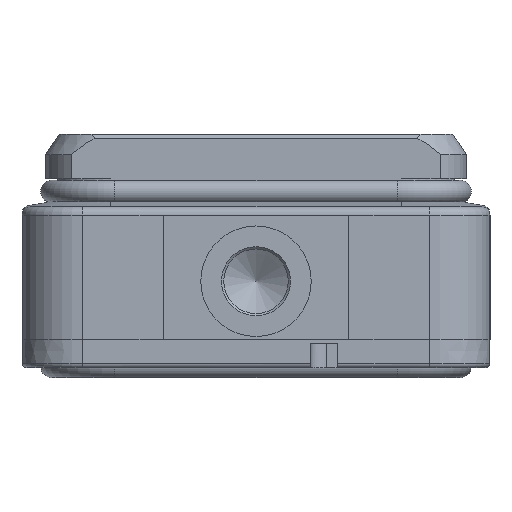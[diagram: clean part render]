
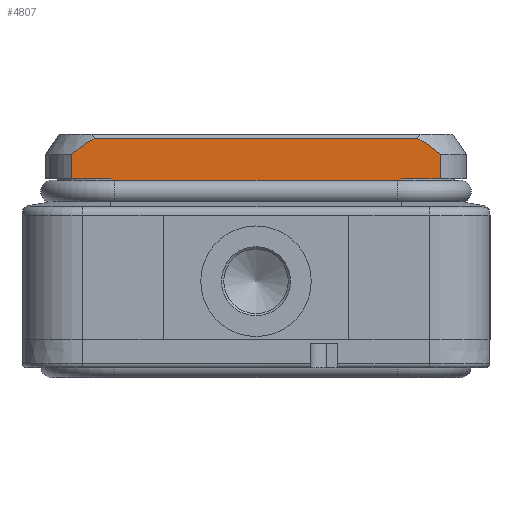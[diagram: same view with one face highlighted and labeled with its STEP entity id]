
A CAD part, left-side view. The second image highlights one B-rep face of the part: STEP entity #4807.
In plain terms, the highlighted planar face has unit normal (-1, 0, 0).
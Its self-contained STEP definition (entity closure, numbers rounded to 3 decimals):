
#4146=FACE_OUTER_BOUND('',#5990,.T.);
#4749=B_SPLINE_CURVE_WITH_KNOTS('',3,(#20651,#20652,#20653,#20654,#20655),
 .UNSPECIFIED.,.F.,.F.,(4,1,4),(0.,0.5,1.),.UNSPECIFIED.);
#4750=B_SPLINE_CURVE_WITH_KNOTS('',3,(#20659,#20660,#20661,#20662,#20663),
 .UNSPECIFIED.,.F.,.F.,(4,1,4),(0.,0.5,1.),.UNSPECIFIED.);
#4751=B_SPLINE_CURVE_WITH_KNOTS('',3,(#20671,#20672,#20673,#20674),
 .UNSPECIFIED.,.F.,.F.,(4,4),(0.,1.),.UNSPECIFIED.);
#4752=B_SPLINE_CURVE_WITH_KNOTS('',3,(#20678,#20679,#20680,#20681),
 .UNSPECIFIED.,.F.,.F.,(4,4),(0.,1.),.UNSPECIFIED.);
#4807=ADVANCED_FACE('',(#4146),#5452,.T.);
#5452=PLANE('',#16348);
#5990=EDGE_LOOP('',(#6843,#6844,#6845,#6846,#6847,#6848,#6849,#6850,#6851,
#6852,#6853,#6854));
#6843=ORIENTED_EDGE('',*,*,#11253,.T.);
#6844=ORIENTED_EDGE('',*,*,#11254,.T.);
#6845=ORIENTED_EDGE('',*,*,#11255,.F.);
#6846=ORIENTED_EDGE('',*,*,#11256,.F.);
#6847=ORIENTED_EDGE('',*,*,#11257,.F.);
#6848=ORIENTED_EDGE('',*,*,#11258,.F.);
#6849=ORIENTED_EDGE('',*,*,#11259,.T.);
#6850=ORIENTED_EDGE('',*,*,#11260,.T.);
#6851=ORIENTED_EDGE('',*,*,#11261,.T.);
#6852=ORIENTED_EDGE('',*,*,#11262,.T.);
#6853=ORIENTED_EDGE('',*,*,#11263,.F.);
#6854=ORIENTED_EDGE('',*,*,#11264,.F.);
#10175=VERTEX_POINT('',#20649);
#10176=VERTEX_POINT('',#20650);
#10177=VERTEX_POINT('',#20656);
#10178=VERTEX_POINT('',#20658);
#10179=VERTEX_POINT('',#20664);
#10180=VERTEX_POINT('',#20666);
#10181=VERTEX_POINT('',#20668);
#10182=VERTEX_POINT('',#20670);
#10183=VERTEX_POINT('',#20675);
#10184=VERTEX_POINT('',#20677);
#10185=VERTEX_POINT('',#20682);
#10186=VERTEX_POINT('',#20684);
#11253=EDGE_CURVE('',#10175,#10176,#12901,.T.);
#11254=EDGE_CURVE('',#10176,#10177,#4749,.T.);
#11255=EDGE_CURVE('',#10178,#10177,#12902,.T.);
#11256=EDGE_CURVE('',#10179,#10178,#4750,.T.);
#11257=EDGE_CURVE('',#10180,#10179,#12903,.T.);
#11258=EDGE_CURVE('',#10181,#10180,#12904,.T.);
#11259=EDGE_CURVE('',#10181,#10182,#12905,.T.);
#11260=EDGE_CURVE('',#10182,#10183,#4751,.T.);
#11261=EDGE_CURVE('',#10183,#10184,#12906,.T.);
#11262=EDGE_CURVE('',#10184,#10185,#4752,.T.);
#11263=EDGE_CURVE('',#10186,#10185,#12907,.T.);
#11264=EDGE_CURVE('',#10175,#10186,#12908,.T.);
#12901=LINE('',#20648,#14156);
#12902=LINE('',#20657,#14157);
#12903=LINE('',#20665,#14158);
#12904=LINE('',#20667,#14159);
#12905=LINE('',#20669,#14160);
#12906=LINE('',#20676,#14161);
#12907=LINE('',#20683,#14162);
#12908=LINE('',#20685,#14163);
#14156=VECTOR('',#17374,1.);
#14157=VECTOR('',#17375,1.);
#14158=VECTOR('',#17376,1.);
#14159=VECTOR('',#17377,1.);
#14160=VECTOR('',#17378,1.);
#14161=VECTOR('',#17379,1.);
#14162=VECTOR('',#17380,1.);
#14163=VECTOR('',#17381,1.);
#16348=AXIS2_PLACEMENT_3D('',#20686,#17382,#17383);
#17374=DIRECTION('',(0.,0.,-1.));
#17375=DIRECTION('',(0.,1.,0.));
#17376=DIRECTION('',(0.,0.,-1.));
#17377=DIRECTION('',(0.,1.,0.));
#17378=DIRECTION('',(0.,0.,1.));
#17379=DIRECTION('',(0.,1.,0.));
#17380=DIRECTION('',(0.,0.,1.));
#17381=DIRECTION('',(0.,1.,0.));
#17382=DIRECTION('',(-1.,0.,0.));
#17383=DIRECTION('',(0.,0.,-1.));
#20648=CARTESIAN_POINT('',(-73.725,18.,16.2));
#20649=CARTESIAN_POINT('',(-73.725,18.,17.6));
#20650=CARTESIAN_POINT('',(-73.725,18.,17.391));
#20651=CARTESIAN_POINT('',(-73.725,18.,17.391));
#20652=CARTESIAN_POINT('',(-73.725,17.917,17.39));
#20653=CARTESIAN_POINT('',(-73.725,17.75,17.389));
#20654=CARTESIAN_POINT('',(-73.725,17.583,17.389));
#20655=CARTESIAN_POINT('',(-73.725,17.5,17.389));
#20656=CARTESIAN_POINT('',(-73.725,17.5,17.389));
#20657=CARTESIAN_POINT('',(-73.725,17.5,17.389));
#20658=CARTESIAN_POINT('',(-73.725,-17.5,17.389));
#20659=CARTESIAN_POINT('',(-73.725,-18.,17.391));
#20660=CARTESIAN_POINT('',(-73.725,-17.917,17.39));
#20661=CARTESIAN_POINT('',(-73.725,-17.75,17.389));
#20662=CARTESIAN_POINT('',(-73.725,-17.583,17.389));
#20663=CARTESIAN_POINT('',(-73.725,-17.5,17.389));
#20664=CARTESIAN_POINT('',(-73.725,-18.,17.391));
#20665=CARTESIAN_POINT('',(-73.725,-18.,16.2));
#20666=CARTESIAN_POINT('',(-73.725,-18.,17.6));
#20667=CARTESIAN_POINT('',(-73.725,-23.085,17.6));
#20668=CARTESIAN_POINT('',(-73.725,-22.833,17.6));
#20669=CARTESIAN_POINT('',(-73.725,-22.833,17.6));
#20670=CARTESIAN_POINT('',(-73.725,-22.833,20.6));
#20671=CARTESIAN_POINT('',(-73.725,-22.833,20.6));
#20672=CARTESIAN_POINT('',(-73.725,-21.952,21.385));
#20673=CARTESIAN_POINT('',(-73.725,-21.029,22.108));
#20674=CARTESIAN_POINT('',(-73.725,-19.946,22.6));
#20675=CARTESIAN_POINT('',(-73.725,-19.946,22.6));
#20676=CARTESIAN_POINT('',(-73.725,-18.,22.6));
#20677=CARTESIAN_POINT('',(-73.725,19.946,22.6));
#20678=CARTESIAN_POINT('',(-73.725,19.946,22.6));
#20679=CARTESIAN_POINT('',(-73.725,21.029,22.108));
#20680=CARTESIAN_POINT('',(-73.725,21.952,21.385));
#20681=CARTESIAN_POINT('',(-73.725,22.833,20.6));
#20682=CARTESIAN_POINT('',(-73.725,22.833,20.6));
#20683=CARTESIAN_POINT('',(-73.725,22.833,17.6));
#20684=CARTESIAN_POINT('',(-73.725,22.833,17.6));
#20685=CARTESIAN_POINT('',(-73.725,18.,17.6));
#20686=CARTESIAN_POINT('',(-73.725,-18.,23.1));
